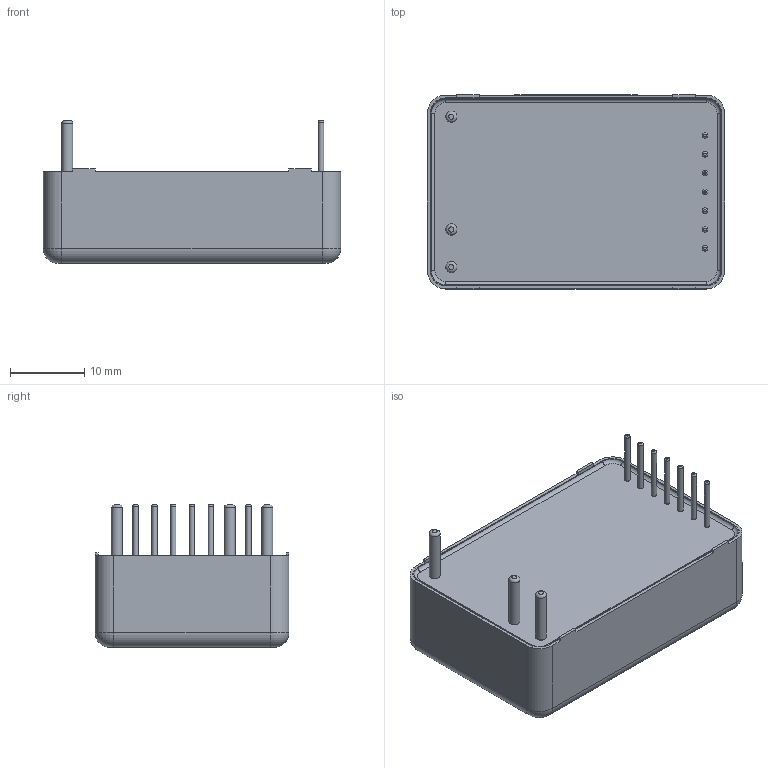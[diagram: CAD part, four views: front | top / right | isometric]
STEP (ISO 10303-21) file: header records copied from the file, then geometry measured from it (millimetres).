
FILE_DESCRIPTION(/* description */ ('Alibre Inc.'),/* implementation_level */ '2;1');
FILE_NAME(/* name */ 'export0',/* time_stamp */ '2014-02-05T11:57:41+01:00',/* author */ (''),/* organization */ (''),/* preprocessor_version */ 'ST-DEVELOPER v14',/* originating_system */ 'Alibre',/* authorisation */ '');
FILE_SCHEMA (('ALIBRE_SCHEMA','CONFIG_CONTROL_DESIGN'));
Length unit declared in the file: centimetre
Products named in the file (1): ID_1
Bounding box: 40.2 x 26.21 x 19.31 mm (x, y, z)
Volume: 1436.9 mm3; surface area: 7597.3 mm2
Topology: 2 solids, 2 shells, 437 faces, 1134 edges, 754 vertices
Faces by surface type: plane 299, bspline 55, cylinder 51, torus 32
Full cylindrical faces by diameter (mm): 0.69 x1, 0.699 x1, 0.73 x14, 1.5 x6, 2 x1
Entity records: 26116 total; most frequent: CARTESIAN_POINT 5460, ORIENTED_EDGE 4284, DIRECTION 3021, EDGE_CURVE 2142, VECTOR 1613, LINE 1610, VERTEX_POINT 1468, EDGE_LOOP 1066
